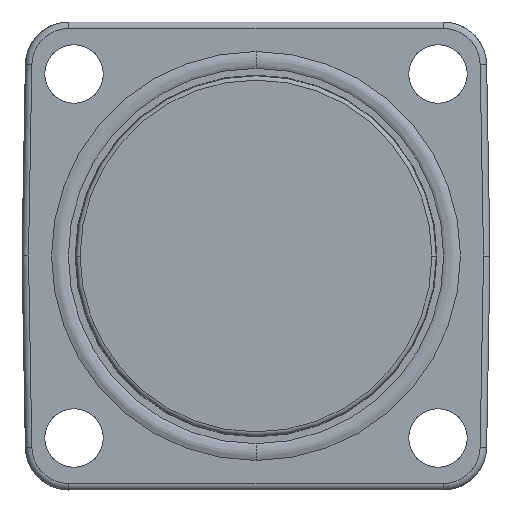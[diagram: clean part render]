
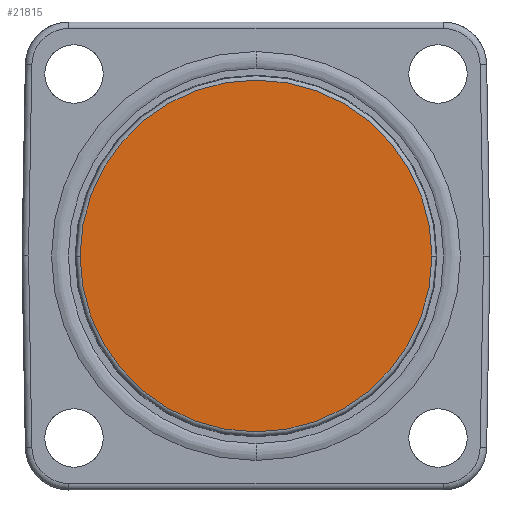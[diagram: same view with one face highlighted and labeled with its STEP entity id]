
A CAD part, front view. The second image highlights one B-rep face of the part: STEP entity #21815.
In plain terms, the highlighted planar face has unit normal (0, -1, 0).
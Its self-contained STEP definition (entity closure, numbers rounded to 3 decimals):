
#8145=CARTESIAN_POINT('',(0.,-1.,0.));
#8146=DIRECTION('',(0.,-1.,0.));
#8147=DIRECTION('',(-1.,0.,0.007));
#8148=AXIS2_PLACEMENT_3D('',#8145,#8146,#8147);
#8165=CARTESIAN_POINT('',(0.,-1.,0.));
#8166=DIRECTION('',(0.,1.,0.));
#8167=DIRECTION('',(-1.,0.,0.007));
#8168=AXIS2_PLACEMENT_3D('',#8165,#8166,#8167);
#8170=CARTESIAN_POINT('',(0.,-1.,0.));
#8171=DIRECTION('',(0.,1.,0.));
#8172=DIRECTION('',(1.,0.,-0.007));
#8173=AXIS2_PLACEMENT_3D('',#8170,#8171,#8172);
#8175=CARTESIAN_POINT('',(0.,-1.,0.));
#8176=DIRECTION('',(0.,-1.,0.));
#8177=DIRECTION('',(1.,0.,-0.007));
#8178=AXIS2_PLACEMENT_3D('',#8175,#8176,#8177);
#8251=CARTESIAN_POINT('',(-8.119,-1.,0.06));
#8252=CARTESIAN_POINT('',(8.12,-1.,0.));
#8253=VERTEX_POINT('',#8251);
#8254=VERTEX_POINT('',#8252);
#8255=CARTESIAN_POINT('',(-8.12,-1.,0.));
#8256=VERTEX_POINT('',#8255);
#8257=CARTESIAN_POINT('',(8.119,-1.,-0.06));
#8258=VERTEX_POINT('',#8257);
#21802=CARTESIAN_POINT('',(0.,-1.,0.));
#21803=DIRECTION('',(0.,-1.,0.));
#21804=DIRECTION('',(1.,0.,0.));
#21805=AXIS2_PLACEMENT_3D('',#21802,#21803,#21804);
#21806=PLANE('',#21805);
#21807=ORIENTED_EDGE('',*,*,#21791,.F.);
#21808=ORIENTED_EDGE('',*,*,#21789,.T.);
#21810=ORIENTED_EDGE('',*,*,#21809,.F.);
#21812=ORIENTED_EDGE('',*,*,#21811,.T.);
#21813=EDGE_LOOP('',(#21807,#21808,#21810,#21812));
#21814=FACE_OUTER_BOUND('',#21813,.F.);
#21815=ADVANCED_FACE('',(#21814),#21806,.T.);
#8149=CIRCLE('',#8148,8.12);
#8169=CIRCLE('',#8168,8.12);
#8174=CIRCLE('',#8173,8.12);
#8179=CIRCLE('',#8178,8.12);
#21789=EDGE_CURVE('',#8253,#8254,#8169,.T.);
#21791=EDGE_CURVE('',#8253,#8256,#8149,.T.);
#21809=EDGE_CURVE('',#8258,#8254,#8179,.T.);
#21811=EDGE_CURVE('',#8258,#8256,#8174,.T.);
